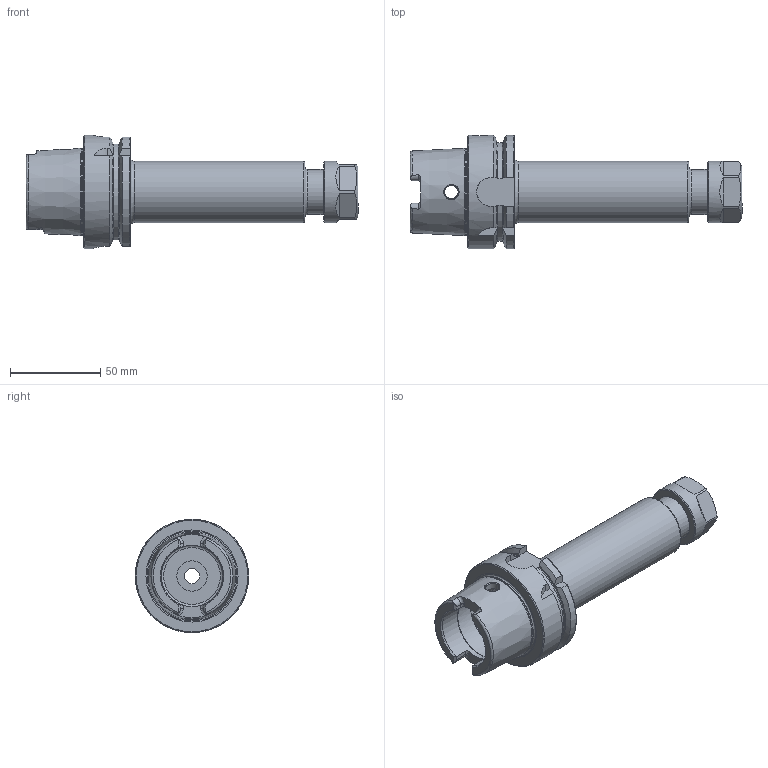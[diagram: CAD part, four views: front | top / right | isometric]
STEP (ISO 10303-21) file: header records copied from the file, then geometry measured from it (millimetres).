
FILE_DESCRIPTION(/* description */ (''),/* implementation_level */ '2;1');
FILE_NAME(/* name */ 'BQ026_HSK63A-ER20-152.4.stp',/* time_stamp */ '2024-06-21T09:40:50+09:00',/* author */ ('SSKT'),/* organization */ (''),/* preprocessor_version */ 'ST-DEVELOPER v19.2',/* originating_system */ 'Autodesk Inventor 2024',/* authorisation */ '');
FILE_SCHEMA (('AUTOMOTIVE_DESIGN { 1 0 10303 214 3 1 1 }'));
Length unit declared in the file: millimetre
Products named in the file (3): HSK63A-ER20-100; HSK63A; ER20NUT
Assembly tree (2 placements, depth 2):
  HSK63A-ER20-100
    HSK63A
    ER20NUT
Bounding box: 184.4 x 63 x 63 mm (x, y, z)
Volume: 173298.6 mm3; surface area: 43325.9 mm2
Topology: 2 solids, 3 shells, 149 faces, 387 edges, 252 vertices
Faces by surface type: plane 61, cylinder 41, torus 25, cone 20, bspline 2
Full cylindrical faces by diameter (mm): 7.5 x2, 8.4 x1, 10 x1, 12.573 x1, 14.9 x1, 16 x1, 16.917 x1, 18.4 x1, 19 x1, 21.76 x1, 23.5 x1, 25 x2, 25.5 x1, 34 x4, 40 x1, 48.041 x1, 63 x1
Entity records: 5437 total; most frequent: CARTESIAN_POINT 1633, DIRECTION 784, ORIENTED_EDGE 772, EDGE_CURVE 387, AXIS2_PLACEMENT_3D 324, VERTEX_POINT 252, EDGE_LOOP 167, CIRCLE 157
